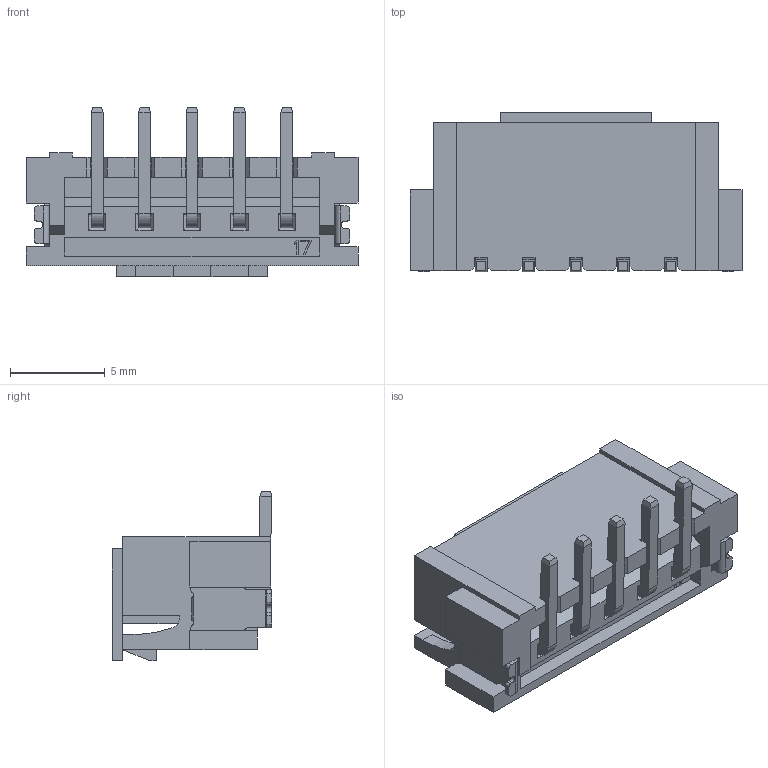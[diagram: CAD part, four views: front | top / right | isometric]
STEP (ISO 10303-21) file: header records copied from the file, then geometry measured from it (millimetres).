
FILE_DESCRIPTION((''),'2;1');
FILE_NAME('250-WTB-M-ST-SMT-CONN_5P','2021-03-30T',('Administrator'),(''),'CREO PARAMETRIC BY PTC INC, 2014500','CREO PARAMETRIC BY PTC INC, 2014500','');
FILE_SCHEMA(('CONFIG_CONTROL_DESIGN'));
Length unit declared in the file: millimetre
Products named in the file (1): 250-WTB-M-ST-SMT-CONN_5P
Bounding box: 17.5 x 8.42 x 8.96 mm (x, y, z)
Volume: 404.9 mm3; surface area: 1156.1 mm2
Topology: 1 solids, 1 shells, 424 faces, 1201 edges, 768 vertices
Faces by surface type: plane 362, cylinder 62
Entity records: 13539 total; most frequent: CARTESIAN_POINT 2407, ORIENTED_EDGE 2402, DIRECTION 2171, EDGE_CURVE 1201, VECTOR 1063, LINE 1063, VERTEX_POINT 768, AXIS2_PLACEMENT_3D 554
